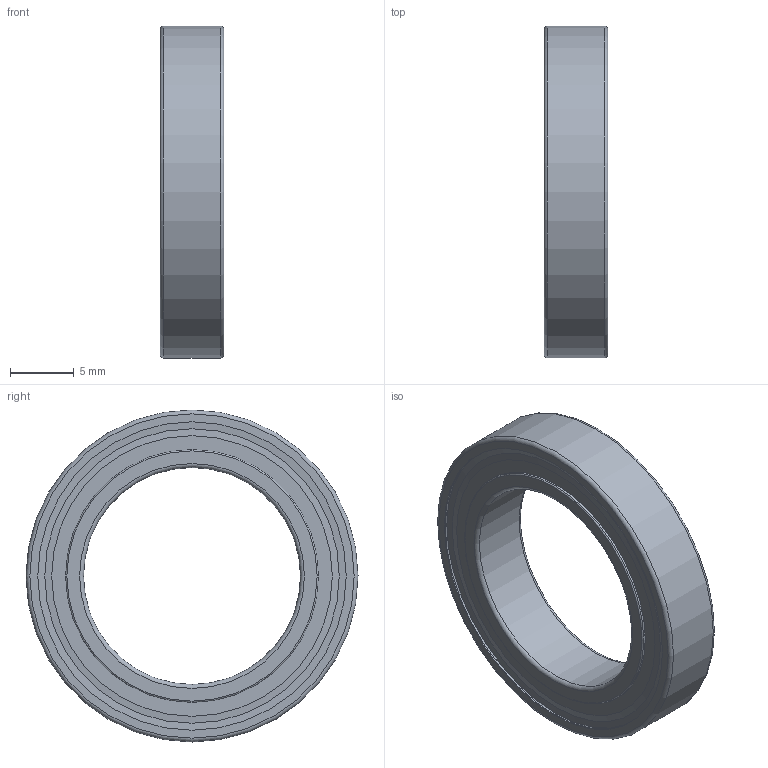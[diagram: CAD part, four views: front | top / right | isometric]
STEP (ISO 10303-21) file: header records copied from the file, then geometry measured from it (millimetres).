
FILE_DESCRIPTION( ( 'STEP AP214' ), ' ' );
FILE_NAME( '61803-2RS1.stp', '2018-04-09T13:28:22', ( '' ), ( '' ), ' ', 'PARTsolutions', ' ' );
FILE_SCHEMA( ( 'AUTOMOTIVE_DESIGN { 1 0 10303 214 1 1 1 1 }' ) );
Length unit declared in the file: millimetre
Products named in the file (4): 61803-2RS1; _61803-2RS1_PART1; _61803-2RS1_PART2; _61803-2RS1_PART3
Assembly tree (18 placements, depth 2):
  61803-2RS1
    _61803-2RS1_PART1
    _61803-2RS1_PART2
    _61803-2RS1_PART3  x16
Bounding box: 5 x 26 x 26 mm (x, y, z)
Volume: 990 mm3; surface area: 2618.7 mm2
Topology: 18 solids, 18 shells, 56 faces, 120 edges, 72 vertices
Faces by surface type: sphere 16, cylinder 12, cone 10, torus 10, plane 8
Full cylindrical faces by diameter (mm): 17 x1, 19.8 x4, 23.3 x2, 24.15 x4, 26 x1
Entity records: 1360 total; most frequent: DIRECTION 200, CARTESIAN_POINT 145, AXIS2_PLACEMENT_3D 100, EDGE_LOOP 80, ORIENTED_EDGE 80, FACE_OUTER_BOUND 62, VERTEX_POINT 45, STYLED_ITEM 41
